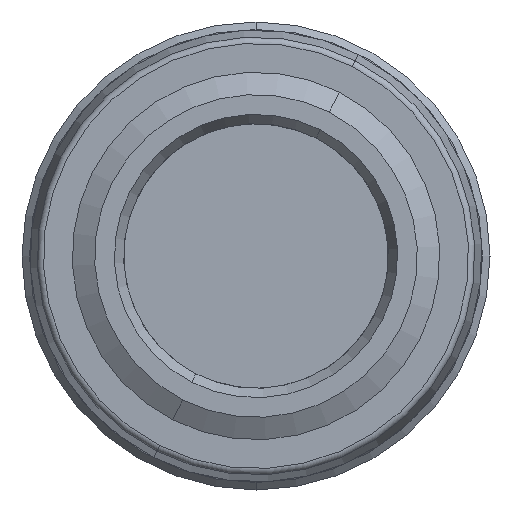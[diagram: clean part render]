
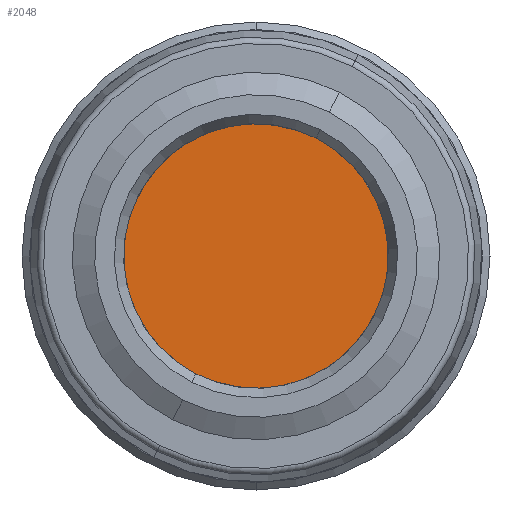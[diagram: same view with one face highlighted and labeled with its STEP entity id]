
A CAD part, front view. The second image highlights one B-rep face of the part: STEP entity #2048.
In plain terms, the highlighted planar face has unit normal (0, -1, 0).
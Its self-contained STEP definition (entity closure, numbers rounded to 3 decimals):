
#86 = CARTESIAN_POINT ( 'NONE',  ( -2.789, 0., 4.256 ) ) ;
#87 = CARTESIAN_POINT ( 'NONE',  ( 2.789, 0., -4.256 ) ) ;
#107 = CARTESIAN_POINT ( 'NONE',  ( 2.292, 0., 3.399 ) ) ;
#112 = CARTESIAN_POINT ( 'NONE',  ( -1.401, 0., -3.853 ) ) ;
#115 = CARTESIAN_POINT ( 'NONE',  ( 1.812, 0., 4.66 ) ) ;
#118 = CARTESIAN_POINT ( 'NONE',  ( -2.703, 0., -4.206 ) ) ;
#228 = CARTESIAN_POINT ( 'NONE',  ( 0., 0., 0. ) ) ;
#229 = DIRECTION ( 'NONE',  ( 0., 1., 0. ) ) ;
#230 = DIRECTION ( 'NONE',  ( 0., 0., 1. ) ) ;
#544 = AXIS2_PLACEMENT_3D ( 'NONE', #228, #229, #230 ) ;
#558 = AXIS2_PLACEMENT_3D ( 'NONE', #1826, #1827, #1828 ) ;
#559 = AXIS2_PLACEMENT_3D ( 'NONE', #1832, #1833, #1834 ) ;
#1363 = ORIENTED_EDGE ( 'NONE', *, *, #1568, .F. ) ;
#1364 = ORIENTED_EDGE ( 'NONE', *, *, #4337, .F. ) ;
#1365 = ORIENTED_EDGE ( 'NONE', *, *, #4304, .T. ) ;
#1366 = ORIENTED_EDGE ( 'NONE', *, *, #1594, .T. ) ;
#1367 = ORIENTED_EDGE ( 'NONE', *, *, #1592, .T. ) ;
#1368 = ORIENTED_EDGE ( 'NONE', *, *, #1590, .T. ) ;
#1369 = ORIENTED_EDGE ( 'NONE', *, *, #4312, .T. ) ;
#1370 = ORIENTED_EDGE ( 'NONE', *, *, #1588, .T. ) ;
#1371 = ORIENTED_EDGE ( 'NONE', *, *, #1595, .T. ) ;
#1372 = ORIENTED_EDGE ( 'NONE', *, *, #1586, .T. ) ;
#1492 = VERTEX_POINT ( 'NONE', #86 ) ;
#1493 = VERTEX_POINT ( 'NONE', #87 ) ;
#1513 = VERTEX_POINT ( 'NONE', #107 ) ;
#1518 = VERTEX_POINT ( 'NONE', #112 ) ;
#1521 = VERTEX_POINT ( 'NONE', #115 ) ;
#1524 = VERTEX_POINT ( 'NONE', #118 ) ;
#1568 = EDGE_CURVE ( 'NONE', #1492, #1493, #2119, .T. ) ;
#1586 = EDGE_CURVE ( 'NONE', #3413, #1518, #2141, .T. ) ;
#1588 = EDGE_CURVE ( 'NONE', #1513, #3407, #2144, .T. ) ;
#1590 = EDGE_CURVE ( 'NONE', #3412, #1524, #2148, .T. ) ;
#1592 = EDGE_CURVE ( 'NONE', #3411, #3412, #2152, .T. ) ;
#1594 = EDGE_CURVE ( 'NONE', #1521, #3411, #2155, .T. ) ;
#1595 = EDGE_CURVE ( 'NONE', #3407, #3413, #2157, .T. ) ;
#1806 = DIRECTION ( 'NONE',  ( 0.454, 0., 0.891 ) ) ;
#1810 = CARTESIAN_POINT ( 'NONE',  ( 0.446, 0., -0.227 ) ) ;
#1818 = CARTESIAN_POINT ( 'NONE',  ( 0.446, 0., -0.227 ) ) ;
#1819 = DIRECTION ( 'NONE',  ( 0.454, 0., 0.891 ) ) ;
#1822 = CARTESIAN_POINT ( 'NONE',  ( -0.446, 0., 0.227 ) ) ;
#1824 = DIRECTION ( 'NONE',  ( -0.454, 0., -0.891 ) ) ;
#1826 = CARTESIAN_POINT ( 'NONE',  ( 0., 0., 0. ) ) ;
#1827 = DIRECTION ( 'NONE',  ( 0., -1., 0. ) ) ;
#1828 = DIRECTION ( 'NONE',  ( 0., 0., -1. ) ) ;
#1829 = CARTESIAN_POINT ( 'NONE',  ( -0.446, 0., 0.227 ) ) ;
#1830 = DIRECTION ( 'NONE',  ( -0.454, 0., -0.891 ) ) ;
#1832 = CARTESIAN_POINT ( 'NONE',  ( 0., 0., 0. ) ) ;
#1833 = DIRECTION ( 'NONE',  ( 0., 1., 0. ) ) ;
#1834 = DIRECTION ( 'NONE',  ( 0., 0., -1. ) ) ;
#2048 = ADVANCED_FACE ( 'NONE', ( #2327, #2331, #2328 ), #2877, .T. ) ;
#2119 = CIRCLE ( 'NONE', #544, 5.089 ) ;
#2141 = LINE ( 'NONE', #1810, #2143 ) ;
#2143 = VECTOR ( 'NONE', #1806, 1000. ) ;
#2144 = LINE ( 'NONE', #1818, #2147 ) ;
#2147 = VECTOR ( 'NONE', #1819, 1000. ) ;
#2148 = LINE ( 'NONE', #1822, #2151 ) ;
#2151 = VECTOR ( 'NONE', #1824, 1000. ) ;
#2152 = CIRCLE ( 'NONE', #558, 4.1 ) ;
#2155 = LINE ( 'NONE', #1829, #2158 ) ;
#2157 = CIRCLE ( 'NONE', #559, 5. ) ;
#2158 = VECTOR ( 'NONE', #1830, 1000. ) ;
#2327 = FACE_OUTER_BOUND ( 'NONE', #3289, .T. ) ;
#2328 = FACE_BOUND ( 'NONE', #3276, .T. ) ;
#2331 = FACE_BOUND ( 'NONE', #3297, .T. ) ;
#2877 = PLANE ( 'NONE',  #4129 ) ;
#2883 = CARTESIAN_POINT ( 'NONE',  ( 0., 0., 0. ) ) ;
#2884 = DIRECTION ( 'NONE',  ( 0., -1., 0. ) ) ;
#2885 = DIRECTION ( 'NONE',  ( 0., 0., -1. ) ) ;
#3068 = CARTESIAN_POINT ( 'NONE',  ( -2.292, 0., -3.399 ) ) ;
#3070 = CARTESIAN_POINT ( 'NONE',  ( 2.703, 0., 4.206 ) ) ;
#3072 = CARTESIAN_POINT ( 'NONE',  ( 1.401, 0., 3.853 ) ) ;
#3073 = CARTESIAN_POINT ( 'NONE',  ( -1.812, 0., -4.66 ) ) ;
#3101 = CARTESIAN_POINT ( 'NONE',  ( 0., 0., 0. ) ) ;
#3102 = DIRECTION ( 'NONE',  ( 0., 1., 0. ) ) ;
#3103 = DIRECTION ( 'NONE',  ( 0., 0., -1. ) ) ;
#3121 = CARTESIAN_POINT ( 'NONE',  ( 0., 0., 0. ) ) ;
#3122 = DIRECTION ( 'NONE',  ( 0., -1., 0. ) ) ;
#3123 = DIRECTION ( 'NONE',  ( 0., 0., -1. ) ) ;
#3186 = CARTESIAN_POINT ( 'NONE',  ( 0., 0., 0. ) ) ;
#3187 = DIRECTION ( 'NONE',  ( 0., 1., 0. ) ) ;
#3188 = DIRECTION ( 'NONE',  ( 0., 0., 1. ) ) ;
#3276 = EDGE_LOOP ( 'NONE', ( #1369, #1370, #1371, #1372 ) ) ;
#3289 = EDGE_LOOP ( 'NONE', ( #1363, #1364 ) ) ;
#3297 = EDGE_LOOP ( 'NONE', ( #1365, #1366, #1367, #1368 ) ) ;
#3407 = VERTEX_POINT ( 'NONE', #3070 ) ;
#3411 = VERTEX_POINT ( 'NONE', #3072 ) ;
#3412 = VERTEX_POINT ( 'NONE', #3068 ) ;
#3413 = VERTEX_POINT ( 'NONE', #3073 ) ;
#3953 = CIRCLE ( 'NONE', #4203, 5. ) ;
#3963 = CIRCLE ( 'NONE', #4207, 4.1 ) ;
#3997 = CIRCLE ( 'NONE', #4223, 5.089 ) ;
#4129 = AXIS2_PLACEMENT_3D ( 'NONE', #2883, #2884, #2885 ) ;
#4203 = AXIS2_PLACEMENT_3D ( 'NONE', #3101, #3102, #3103 ) ;
#4207 = AXIS2_PLACEMENT_3D ( 'NONE', #3121, #3122, #3123 ) ;
#4223 = AXIS2_PLACEMENT_3D ( 'NONE', #3186, #3187, #3188 ) ;
#4304 = EDGE_CURVE ( 'NONE', #1524, #1521, #3953, .T. ) ;
#4312 = EDGE_CURVE ( 'NONE', #1518, #1513, #3963, .T. ) ;
#4337 = EDGE_CURVE ( 'NONE', #1493, #1492, #3997, .T. ) ;
